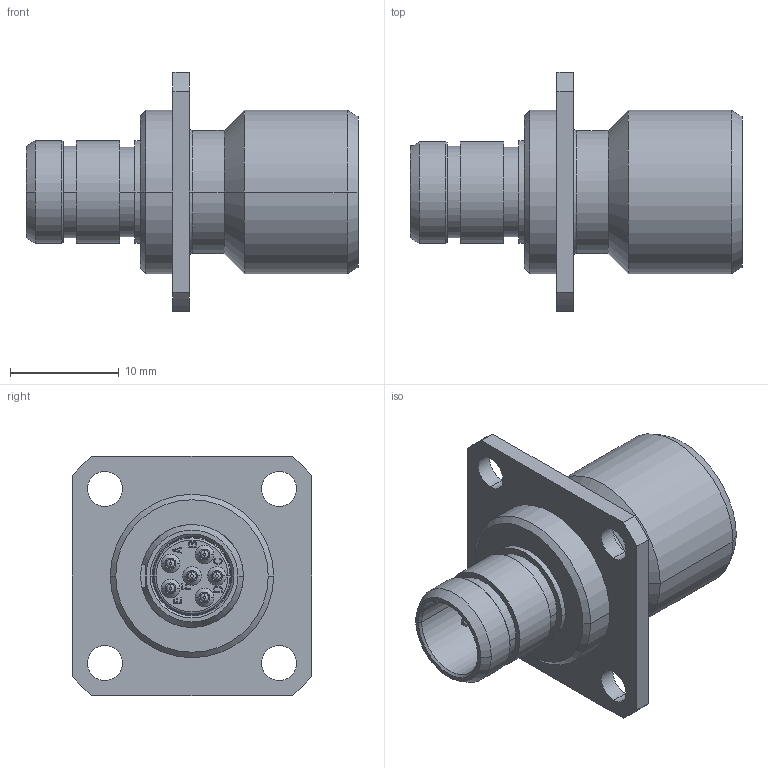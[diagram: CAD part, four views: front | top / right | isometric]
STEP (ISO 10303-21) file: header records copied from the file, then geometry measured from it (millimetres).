
FILE_DESCRIPTION((''),'2;1');
FILE_NAME('1332ER006MZ','2024-07-25T14:01:01',('paultorloting'),('NET AG system integration'),'CREO PARAMETRIC BY PTC INC, 2021404','CREO PARAMETRIC BY PTC INC, 2021404','');
FILE_SCHEMA(('AUTOMOTIVE_DESIGN { 1 0 10303 214 1 1 1 1 }'));
Length unit declared in the file: millimetre
Products named in the file (1): 1332ER006MZ
Bounding box: 30.5 x 22 x 22 mm (x, y, z)
Volume: 2479 mm3; surface area: 3699.3 mm2
Topology: 1 solids, 1 shells, 429 faces, 1050 edges, 679 vertices
Faces by surface type: plane 235, cylinder 116, cone 47, bspline 18, torus 13
Entity records: 17764 total; most frequent: CARTESIAN_POINT 5598, DIRECTION 2179, ORIENTED_EDGE 2100, EDGE_CURVE 1050, AXIS2_PLACEMENT_3D 754, VERTEX_POINT 679, VECTOR 668, LINE 668
